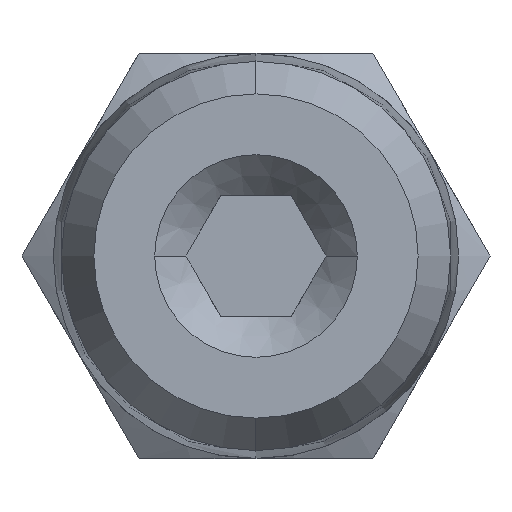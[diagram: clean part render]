
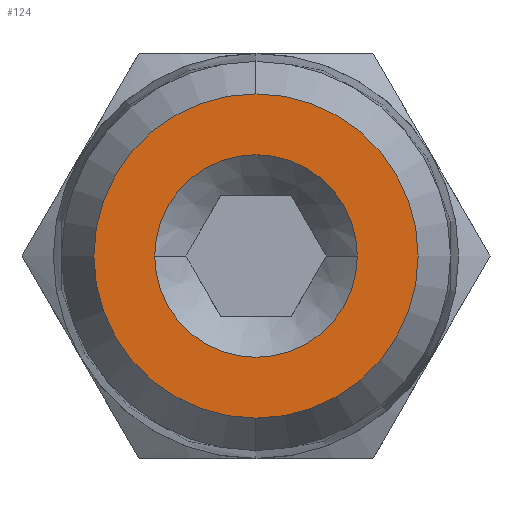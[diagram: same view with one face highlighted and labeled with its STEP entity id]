
A CAD part, front view. The second image highlights one B-rep face of the part: STEP entity #124.
In plain terms, the highlighted planar face has unit normal (0, -1, 0).
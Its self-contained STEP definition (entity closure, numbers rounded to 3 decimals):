
#29 = CARTESIAN_POINT ( 'NONE',  ( 0., 0., 0. ) ) ;
#30 = DIRECTION ( 'NONE',  ( 0., -1., 0. ) ) ;
#31 = DIRECTION ( 'NONE',  ( 1., 0., 0. ) ) ;
#48 = EDGE_CURVE ( 'NONE', #3154, #3155, #648, .T. ) ;
#124 = ADVANCED_FACE ( 'NONE', ( #2100, #2101 ), #1950, .T. ) ;
#135 = EDGE_CURVE ( 'NONE', #3158, #2965, #2120, .T. ) ;
#163 = EDGE_CURVE ( 'NONE', #3155, #3154, #2147, .T. ) ;
#164 = EDGE_CURVE ( 'NONE', #2965, #3158, #2146, .T. ) ;
#271 = AXIS2_PLACEMENT_3D ( 'NONE', #29, #30, #31 ) ;
#573 = ORIENTED_EDGE ( 'NONE', *, *, #163, .F. ) ;
#574 = ORIENTED_EDGE ( 'NONE', *, *, #48, .F. ) ;
#575 = ORIENTED_EDGE ( 'NONE', *, *, #164, .T. ) ;
#576 = ORIENTED_EDGE ( 'NONE', *, *, #135, .T. ) ;
#648 = CIRCLE ( 'NONE', #271, 2.5 ) ;
#1950 = PLANE ( 'NONE',  #2201 ) ;
#1957 = CARTESIAN_POINT ( 'NONE',  ( 0., 0., 0. ) ) ;
#1958 = DIRECTION ( 'NONE',  ( 0., -1., 0. ) ) ;
#1959 = DIRECTION ( 'NONE',  ( 0., 0., -1. ) ) ;
#1998 = CARTESIAN_POINT ( 'NONE',  ( 0., 0., 0. ) ) ;
#1999 = DIRECTION ( 'NONE',  ( 0., -1., 0. ) ) ;
#2000 = DIRECTION ( 'NONE',  ( 0., 0., -1. ) ) ;
#2100 = FACE_BOUND ( 'NONE', #3054, .T. ) ;
#2101 = FACE_OUTER_BOUND ( 'NONE', #3049, .T. ) ;
#2120 = CIRCLE ( 'NONE', #2209, 4. ) ;
#2146 = CIRCLE ( 'NONE', #2220, 4. ) ;
#2147 = CIRCLE ( 'NONE', #2219, 2.5 ) ;
#2201 = AXIS2_PLACEMENT_3D ( 'NONE', #1957, #1958, #1959 ) ;
#2209 = AXIS2_PLACEMENT_3D ( 'NONE', #1998, #1999, #2000 ) ;
#2219 = AXIS2_PLACEMENT_3D ( 'NONE', #2368, #2369, #2370 ) ;
#2220 = AXIS2_PLACEMENT_3D ( 'NONE', #2371, #2372, #2373 ) ;
#2368 = CARTESIAN_POINT ( 'NONE',  ( 0., 0., 0. ) ) ;
#2369 = DIRECTION ( 'NONE',  ( 0., -1., 0. ) ) ;
#2370 = DIRECTION ( 'NONE',  ( 1., 0., 0. ) ) ;
#2371 = CARTESIAN_POINT ( 'NONE',  ( 0., 0., 0. ) ) ;
#2372 = DIRECTION ( 'NONE',  ( 0., -1., 0. ) ) ;
#2373 = DIRECTION ( 'NONE',  ( 0., 0., -1. ) ) ;
#2816 = CARTESIAN_POINT ( 'NONE',  ( 0., 0., 4. ) ) ;
#2873 = CARTESIAN_POINT ( 'NONE',  ( -2.5, 0., 0. ) ) ;
#2874 = CARTESIAN_POINT ( 'NONE',  ( 2.5, 0., 0. ) ) ;
#2877 = CARTESIAN_POINT ( 'NONE',  ( 0., 0., -4. ) ) ;
#2965 = VERTEX_POINT ( 'NONE', #2816 ) ;
#3049 = EDGE_LOOP ( 'NONE', ( #575, #576 ) ) ;
#3054 = EDGE_LOOP ( 'NONE', ( #573, #574 ) ) ;
#3154 = VERTEX_POINT ( 'NONE', #2873 ) ;
#3155 = VERTEX_POINT ( 'NONE', #2874 ) ;
#3158 = VERTEX_POINT ( 'NONE', #2877 ) ;
